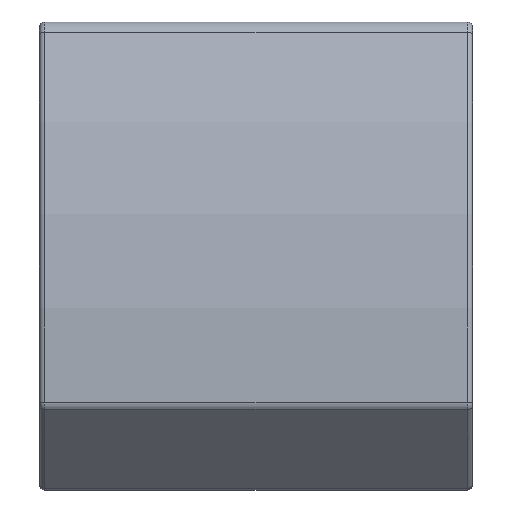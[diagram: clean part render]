
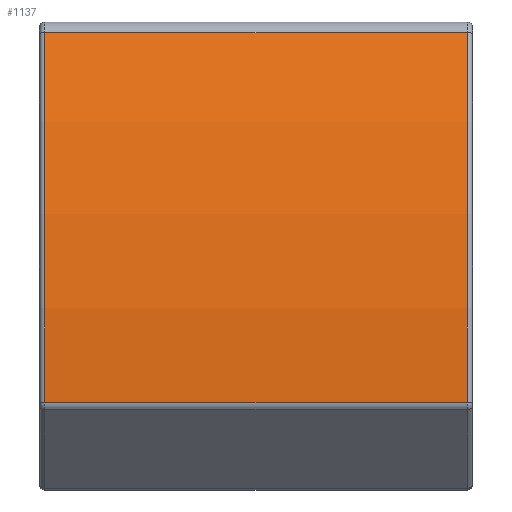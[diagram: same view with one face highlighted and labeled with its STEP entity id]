
A CAD part, top view. The second image highlights one B-rep face of the part: STEP entity #1137.
In plain terms, the highlighted cylindrical face has radius 250 mm (diameter 500 mm), a partial arc.
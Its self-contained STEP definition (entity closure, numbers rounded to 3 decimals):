
#16 = ORIENTED_EDGE ( 'NONE', *, *, #1831, .F. ) ;
#29 = DIRECTION ( 'NONE',  ( 0., 1., 0. ) ) ;
#101 = CARTESIAN_POINT ( 'NONE',  ( -60.5, 60.733, -22.91 ) ) ;
#133 = CARTESIAN_POINT ( 'NONE',  ( 60.5, 60.733, -22.91 ) ) ;
#197 = ORIENTED_EDGE ( 'NONE', *, *, #1529, .T. ) ;
#231 = CARTESIAN_POINT ( 'NONE',  ( -62., 60.733, -22.91 ) ) ;
#250 = VECTOR ( 'NONE', #564, 1000. ) ;
#297 = CARTESIAN_POINT ( 'NONE',  ( -62., -45.333, -2.501 ) ) ;
#320 = VECTOR ( 'NONE', #1654, 1000. ) ;
#457 = LINE ( 'NONE', #297, #320 ) ;
#459 = AXIS2_PLACEMENT_3D ( 'NONE', #1920, #1970, #1130 ) ;
#495 = AXIS2_PLACEMENT_3D ( 'NONE', #1726, #1215, #29 ) ;
#518 = CARTESIAN_POINT ( 'NONE',  ( 60.5, -45.333, -2.501 ) ) ;
#564 = DIRECTION ( 'NONE',  ( 1., 0., 0. ) ) ;
#572 = LINE ( 'NONE', #231, #250 ) ;
#589 = VERTEX_POINT ( 'NONE', #101 ) ;
#666 = AXIS2_PLACEMENT_3D ( 'NONE', #1674, #1963, #1444 ) ;
#835 = VERTEX_POINT ( 'NONE', #133 ) ;
#889 = VERTEX_POINT ( 'NONE', #1177 ) ;
#970 = ORIENTED_EDGE ( 'NONE', *, *, #1058, .T. ) ;
#1058 = EDGE_CURVE ( 'NONE', #1371, #835, #1443, .T. ) ;
#1130 = DIRECTION ( 'NONE',  ( 0., -1., 0. ) ) ;
#1137 = ADVANCED_FACE ( 'NONE', ( #1810 ), #1658, .T. ) ;
#1177 = CARTESIAN_POINT ( 'NONE',  ( -60.5, -45.333, -2.501 ) ) ;
#1183 = EDGE_LOOP ( 'NONE', ( #2007, #970, #16, #197 ) ) ;
#1215 = DIRECTION ( 'NONE',  ( -1., 0., 0. ) ) ;
#1371 = VERTEX_POINT ( 'NONE', #518 ) ;
#1443 = CIRCLE ( 'NONE', #495, 250. ) ;
#1444 = DIRECTION ( 'NONE',  ( 0., 0., -1. ) ) ;
#1523 = CIRCLE ( 'NONE', #459, 250. ) ;
#1529 = EDGE_CURVE ( 'NONE', #589, #889, #1523, .T. ) ;
#1654 = DIRECTION ( 'NONE',  ( 1., 0., 0. ) ) ;
#1658 = CYLINDRICAL_SURFACE ( 'NONE', #666, 250. ) ;
#1674 = CARTESIAN_POINT ( 'NONE',  ( -62., -38.422, -252.406 ) ) ;
#1726 = CARTESIAN_POINT ( 'NONE',  ( 60.5, -38.422, -252.406 ) ) ;
#1810 = FACE_OUTER_BOUND ( 'NONE', #1183, .T. ) ;
#1831 = EDGE_CURVE ( 'NONE', #589, #835, #572, .T. ) ;
#1920 = CARTESIAN_POINT ( 'NONE',  ( -60.5, -38.422, -252.406 ) ) ;
#1963 = DIRECTION ( 'NONE',  ( 1., 0., 0. ) ) ;
#1970 = DIRECTION ( 'NONE',  ( 1., 0., 0. ) ) ;
#2007 = ORIENTED_EDGE ( 'NONE', *, *, #2033, .T. ) ;
#2033 = EDGE_CURVE ( 'NONE', #889, #1371, #457, .T. ) ;
